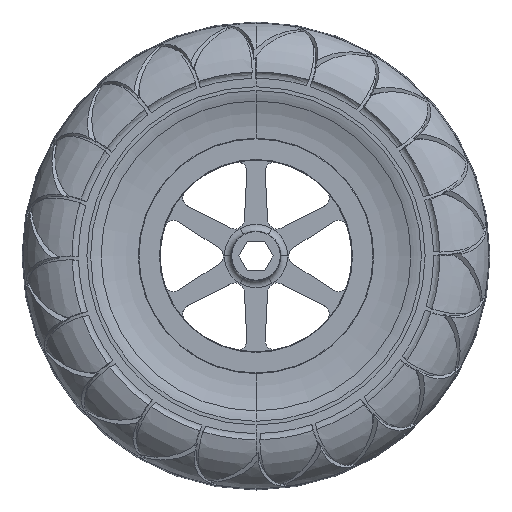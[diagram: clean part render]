
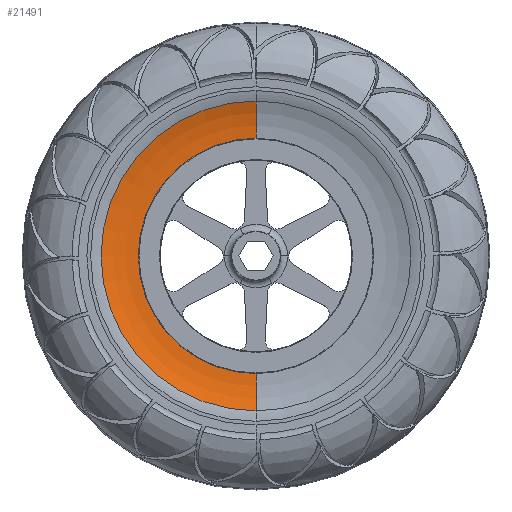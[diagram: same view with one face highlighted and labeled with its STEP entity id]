
A CAD part, top view. The second image highlights one B-rep face of the part: STEP entity #21491.
In plain terms, the highlighted toroidal (fillet/blend) face has major radius 50.8 mm and minor radius 43.62 mm.
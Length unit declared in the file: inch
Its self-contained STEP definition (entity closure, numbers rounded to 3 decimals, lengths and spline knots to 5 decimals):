
#186 = AXIS2_PLACEMENT_3D ( 'NONE', #28585, #28735, #26114 ) ;
#750 = CIRCLE ( 'NONE', #28015, 1.71732 ) ;
#1790 = CARTESIAN_POINT ( 'NONE',  ( 0., -2., 0.75 ) ) ;
#1803 = CIRCLE ( 'NONE', #15180, 1.71732 ) ;
#2526 = VERTEX_POINT ( 'NONE', #13876 ) ;
#4251 = AXIS2_PLACEMENT_3D ( 'NONE', #4703, #5164, #14154 ) ;
#4664 = ORIENTED_EDGE ( 'NONE', *, *, #5308, .F. ) ;
#4703 = CARTESIAN_POINT ( 'NONE',  ( 0., 0., 0.75 ) ) ;
#5164 = DIRECTION ( 'NONE',  ( 0., 0., -1. ) ) ;
#5215 = DIRECTION ( 'NONE',  ( 0., 1., 0. ) ) ;
#5251 = CARTESIAN_POINT ( 'NONE',  ( 0., 2.63393, 0.87129 ) ) ;
#5308 = EDGE_CURVE ( 'NONE', #22408, #10548, #750, .T. ) ;
#5509 = DIRECTION ( 'NONE',  ( 0., 0., -1. ) ) ;
#6726 = CARTESIAN_POINT ( 'NONE',  ( 0., 2., 0.75 ) ) ;
#7116 = EDGE_LOOP ( 'NONE', ( #26638, #20552, #15652, #4664 ) ) ;
#9370 = CARTESIAN_POINT ( 'NONE',  ( 0., -2., 2.46732 ) ) ;
#10548 = VERTEX_POINT ( 'NONE', #6726 ) ;
#11115 = AXIS2_PLACEMENT_3D ( 'NONE', #17020, #5509, #5215 ) ;
#11385 = DIRECTION ( 'NONE',  ( 1., 0., 0. ) ) ;
#13294 = DIRECTION ( 'NONE',  ( 0., 0., 1. ) ) ;
#13704 = DIRECTION ( 'NONE',  ( 0., 1., 0. ) ) ;
#13748 = EDGE_CURVE ( 'NONE', #2526, #22408, #18538, .T. ) ;
#13876 = CARTESIAN_POINT ( 'NONE',  ( 0., -2.63393, 0.87129 ) ) ;
#14154 = DIRECTION ( 'NONE',  ( 0., 1., 0. ) ) ;
#15180 = AXIS2_PLACEMENT_3D ( 'NONE', #9370, #11385, #13704 ) ;
#15652 = ORIENTED_EDGE ( 'NONE', *, *, #26627, .T. ) ;
#17020 = CARTESIAN_POINT ( 'NONE',  ( 0., 0., 0.87129 ) ) ;
#18538 = CIRCLE ( 'NONE', #11115, 2.63393 ) ;
#19745 = VERTEX_POINT ( 'NONE', #1790 ) ;
#20552 = ORIENTED_EDGE ( 'NONE', *, *, #27779, .T. ) ;
#20607 = DIRECTION ( 'NONE',  ( -1., 0., 0. ) ) ;
#21491 = ADVANCED_FACE ( 'NONE', ( #23800 ), #27929, .F. ) ;
#22408 = VERTEX_POINT ( 'NONE', #5251 ) ;
#23800 = FACE_OUTER_BOUND ( 'NONE', #7116, .T. ) ;
#24117 = CIRCLE ( 'NONE', #4251, 2. ) ;
#26114 = DIRECTION ( 'NONE',  ( 0., 1., 0. ) ) ;
#26627 = EDGE_CURVE ( 'NONE', #19745, #10548, #24117, .T. ) ;
#26638 = ORIENTED_EDGE ( 'NONE', *, *, #13748, .F. ) ;
#27275 = CARTESIAN_POINT ( 'NONE',  ( 0., 2., 2.46732 ) ) ;
#27779 = EDGE_CURVE ( 'NONE', #2526, #19745, #1803, .T. ) ;
#27929 = TOROIDAL_SURFACE ( 'NONE', #186, 2., 1.71732 ) ;
#28015 = AXIS2_PLACEMENT_3D ( 'NONE', #27275, #20607, #13294 ) ;
#28585 = CARTESIAN_POINT ( 'NONE',  ( 0., 0., 2.46732 ) ) ;
#28735 = DIRECTION ( 'NONE',  ( 0., 0., -1. ) ) ;
